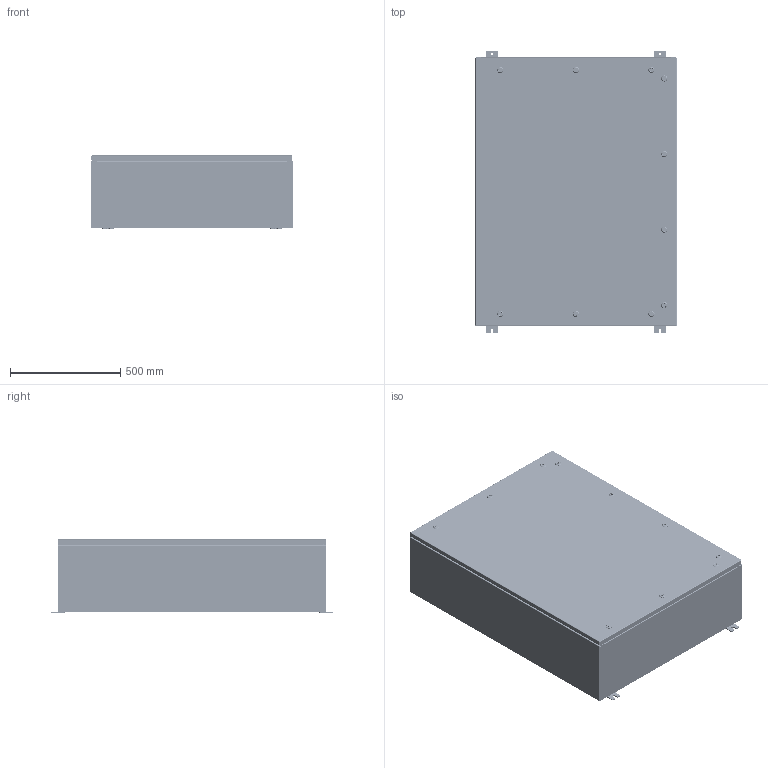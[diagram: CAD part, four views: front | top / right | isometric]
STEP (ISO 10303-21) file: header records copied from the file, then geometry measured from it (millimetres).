
FILE_DESCRIPTION (( 'STEP AP203' ), '1' );
FILE_NAME ('CHDSS6483612WP.STEP', '2014-02-25T17:52:55', ( 'changeme' ), ( 'Microsoft' ), 'SwSTEP 2.0', 'SolidWorks 2013', '' );
FILE_SCHEMA (( 'CONFIG_CONTROL_DESIGN' ));
Length unit declared in the file: inch
Products named in the file (21): Nut-211301-IB-Industrilas_Nut-211301-IB-Industrilas; CHDSS6483612WP Cover; Washer-221320-IB-Industrilas_Washer-221320-IB-Industrilas; CHDSS6483612WP Body; Screw-221320-IB-Industrilas_Screw-221320-IB-Industrilas; CHDSS6483612WP Bottom; CHDSS6483612WP Backpanel; Insert-221320-IB-Industrilas_Insert-221320-IB-Industrilas; CHDSS6483612WP Top; CHDSS6483612WP Mounting Studs; HW-CLH-E5-8004_Cam-232112-U-Industrilas; 10_30 CD Stud; CHDSS6483612WP Mounting Feet; HW-CLH-R001-0500_2412-026240-2445-Industrilas; Concealed Hinge (Cover Side); Quarter-20 CD Stud; CHDSS6483612WP; Concealed Hinge enclosure side; CHDSS6483612WP Door Stiffener; Housing-211301-IB-Industrilas_Housing-211301-IB-Industrilas; CHDSS6483612WP Enclosure Stiffener
Assembly tree (50 placements, depth 3):
  CHDSS6483612WP
    CHDSS6483612WP Backpanel
    CHDSS6483612WP Mounting Studs  x8
    CHDSS6483612WP Mounting Feet  x4
    Quarter-20 CD Stud  x2
    CHDSS6483612WP Door Stiffener
    CHDSS6483612WP Enclosure Stiffener  x2
    CHDSS6483612WP Cover
    CHDSS6483612WP Body
    CHDSS6483612WP Bottom
    CHDSS6483612WP Top
    10_30 CD Stud  x6
    Concealed Hinge (Cover Side)  x3
    Concealed Hinge enclosure side  x3
    HW-CLH-R001-0500_2412-026240-2445-Industrilas  x10
      Housing-211301-IB-Industrilas_Housing-211301-IB-Industrilas
      Nut-211301-IB-Industrilas_Nut-211301-IB-Industrilas
      Washer-221320-IB-Industrilas_Washer-221320-IB-Industrilas
      Screw-221320-IB-Industrilas_Screw-221320-IB-Industrilas
      Insert-221320-IB-Industrilas_Insert-221320-IB-Industrilas
      HW-CLH-E5-8004_Cam-232112-U-Industrilas
Bounding box: 914.4 x 1282.7 x 339.24 mm (x, y, z)
Volume: 10706102.4 mm3; surface area: 10479069.8 mm2
Topology: 94 solids, 94 shells, 9060 faces, 22826 edges, 13986 vertices
Faces by surface type: cylinder 2826, plane 2626, bspline 2110, cone 1224, torus 204, sphere 70
Entity records: 68409 total; most frequent: CARTESIAN_POINT 35944, ORIENTED_EDGE 6546, DIRECTION 5615, EDGE_CURVE 3273, AXIS2_PLACEMENT_3D 2080, VERTEX_POINT 1981, VECTOR 1455, LINE 1455
